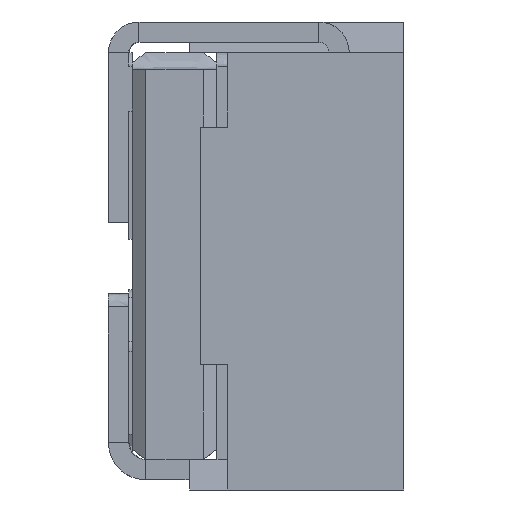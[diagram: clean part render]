
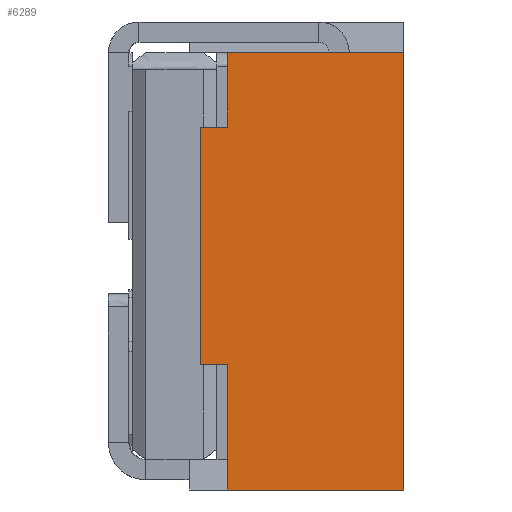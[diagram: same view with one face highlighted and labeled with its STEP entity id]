
A CAD part, left-side view. The second image highlights one B-rep face of the part: STEP entity #6289.
In plain terms, the highlighted free-form (B-spline) face has degree [1, 1] with [2, 2] control points.
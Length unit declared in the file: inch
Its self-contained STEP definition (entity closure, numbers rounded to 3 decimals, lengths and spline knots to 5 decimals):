
#53=DIRECTION('',(0.,0.,1.));
#54=VECTOR('',#53,0.129);
#55=CARTESIAN_POINT('',(-0.065,0.,-0.072));
#56=LINE('',#55,#54);
#1480=DIRECTION('',(0.,0.,-1.));
#1481=VECTOR('',#1480,0.07);
#1482=CARTESIAN_POINT('',(-0.065,0.06,0.035));
#1483=LINE('',#1482,#1481);
#1484=DIRECTION('',(0.,-1.,0.));
#1485=VECTOR('',#1484,0.008);
#1486=CARTESIAN_POINT('',(-0.065,0.06,0.035));
#1487=LINE('',#1486,#1485);
#1488=DIRECTION('',(0.,0.,1.));
#1489=VECTOR('',#1488,0.022);
#1490=CARTESIAN_POINT('',(-0.065,0.052,0.035));
#1491=LINE('',#1490,#1489);
#1492=DIRECTION('',(0.,1.,0.));
#1493=VECTOR('',#1492,0.052);
#1494=CARTESIAN_POINT('',(-0.065,0.,0.057));
#1495=LINE('',#1494,#1493);
#1496=DIRECTION('',(0.,1.,0.));
#1497=VECTOR('',#1496,0.052);
#1498=CARTESIAN_POINT('',(-0.065,0.,-0.072));
#1499=LINE('',#1498,#1497);
#1500=DIRECTION('',(0.,0.,1.));
#1501=VECTOR('',#1500,0.037);
#1502=CARTESIAN_POINT('',(-0.065,0.052,-0.072));
#1503=LINE('',#1502,#1501);
#1504=DIRECTION('',(0.,-1.,0.));
#1505=VECTOR('',#1504,0.008);
#1506=CARTESIAN_POINT('',(-0.065,0.06,-0.035));
#1507=LINE('',#1506,#1505);
#3395=CARTESIAN_POINT('',(-0.065,0.,0.057));
#3396=VERTEX_POINT('',#3395);
#3419=CARTESIAN_POINT('',(-0.065,0.,-0.072));
#3420=VERTEX_POINT('',#3419);
#3423=CARTESIAN_POINT('',(-0.065,0.052,-0.072));
#3424=CARTESIAN_POINT('',(-0.065,0.052,-0.035));
#3425=VERTEX_POINT('',#3423);
#3426=VERTEX_POINT('',#3424);
#3427=CARTESIAN_POINT('',(-0.065,0.052,0.035));
#3428=CARTESIAN_POINT('',(-0.065,0.052,0.057));
#3429=VERTEX_POINT('',#3427);
#3430=VERTEX_POINT('',#3428);
#3451=CARTESIAN_POINT('',(-0.065,0.06,0.035));
#3452=CARTESIAN_POINT('',(-0.065,0.06,-0.035));
#3453=VERTEX_POINT('',#3451);
#3454=VERTEX_POINT('',#3452);
#6273=CARTESIAN_POINT('',(-0.065,-0.0012,-0.07458));
#6274=CARTESIAN_POINT('',(-0.065,0.0612,-0.07458));
#6275=CARTESIAN_POINT('',(-0.065,-0.0012,0.05958));
#6276=CARTESIAN_POINT('',(-0.065,0.0612,0.05958));
#6277=B_SPLINE_SURFACE_WITH_KNOTS('',1,1,((#6273,#6274),(#6275,#6276)),
.UNSPECIFIED.,.F.,.F.,.F.,(2,2),(2,2),(-0.00258,0.13158),(-0.0012,0.0612),
.UNSPECIFIED.);
#6278=ORIENTED_EDGE('',*,*,#6121,.F.);
#6279=ORIENTED_EDGE('',*,*,#6215,.T.);
#6280=ORIENTED_EDGE('',*,*,#4912,.T.);
#6281=ORIENTED_EDGE('',*,*,#4983,.F.);
#6282=ORIENTED_EDGE('',*,*,#4411,.F.);
#6284=ORIENTED_EDGE('',*,*,#6283,.T.);
#6285=ORIENTED_EDGE('',*,*,#4890,.T.);
#6286=ORIENTED_EDGE('',*,*,#6175,.F.);
#6287=EDGE_LOOP('',(#6278,#6279,#6280,#6281,#6282,#6284,#6285,#6286));
#6288=FACE_OUTER_BOUND('',#6287,.F.);
#6289=ADVANCED_FACE('',(#6288),#6277,.T.);
#4411=EDGE_CURVE('',#3420,#3396,#56,.T.);
#4890=EDGE_CURVE('',#3425,#3426,#1503,.T.);
#4912=EDGE_CURVE('',#3429,#3430,#1491,.T.);
#4983=EDGE_CURVE('',#3396,#3430,#1495,.T.);
#6121=EDGE_CURVE('',#3453,#3454,#1483,.T.);
#6175=EDGE_CURVE('',#3454,#3426,#1507,.T.);
#6215=EDGE_CURVE('',#3453,#3429,#1487,.T.);
#6283=EDGE_CURVE('',#3420,#3425,#1499,.T.);
